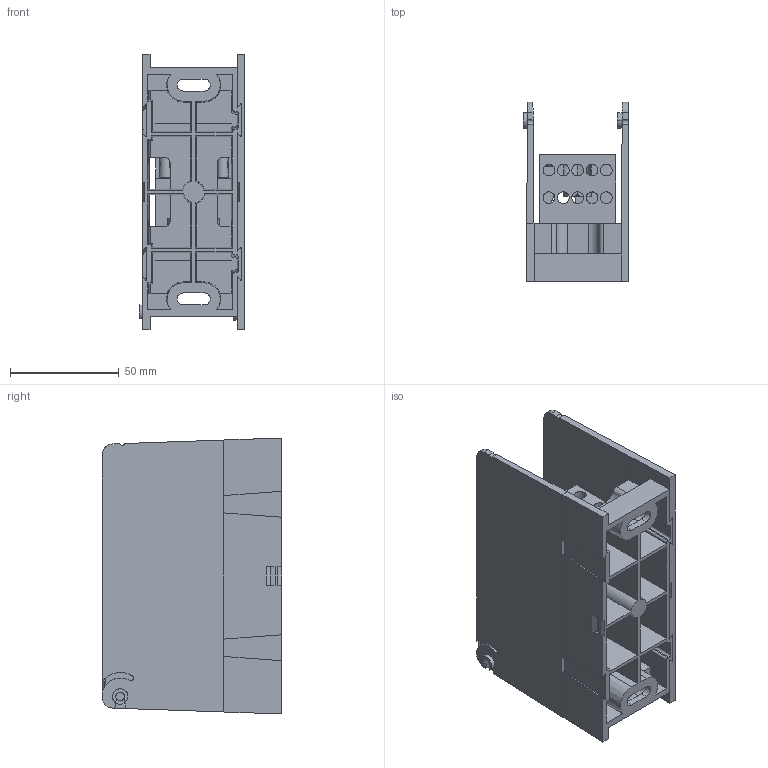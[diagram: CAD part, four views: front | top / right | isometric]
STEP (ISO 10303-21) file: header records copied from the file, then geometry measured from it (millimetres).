
FILE_DESCRIPTION (( 'STEP AP214' ), '1' );
FILE_NAME ('701906rev-1P.STEP', '2014-10-30T11:57:28', ( '' ), ( '' ), 'SwSTEP 2.0', 'SolidWorks 2013', '' );
FILE_SCHEMA (( 'AUTOMOTIVE_DESIGN' ));
Length unit declared in the file: inch
Products named in the file (1): 701906rev-1P
Bounding box: 48.6 x 82.55 x 127.01 mm (x, y, z)
Surface area: 77606.8 mm2 (no closed solid volume)
Topology: 0 solids, 14 shells, 304 faces, 1075 edges, 760 vertices
Faces by surface type: plane 180, cylinder 105, cone 19
Entity records: 16072 total; most frequent: CARTESIAN_POINT 3487, ORIENTED_EDGE 1773, DIRECTION 1602, EDGE_CURVE 1075, VERTEX_POINT 760, VECTOR 644, LINE 644, AXIS2_PLACEMENT_3D 479
